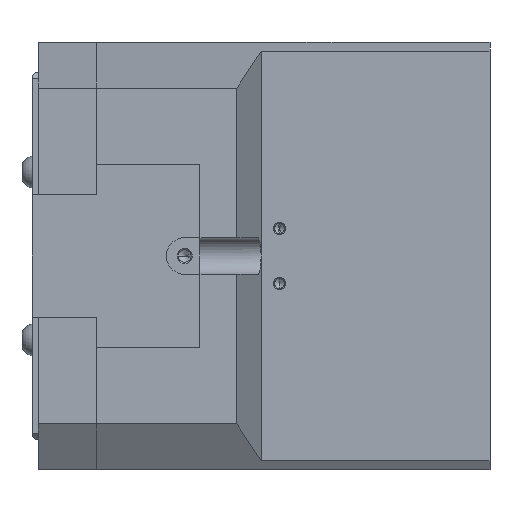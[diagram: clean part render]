
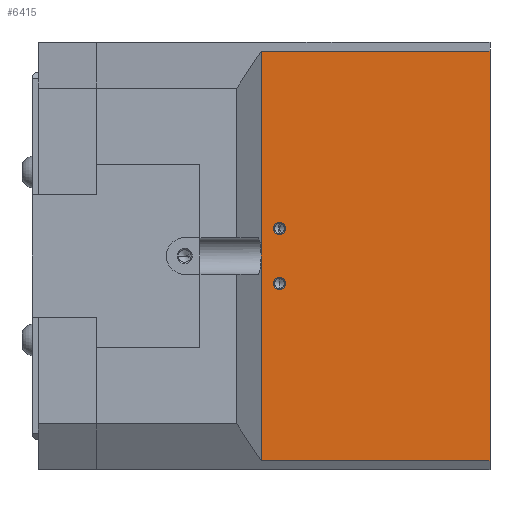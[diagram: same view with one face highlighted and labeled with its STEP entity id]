
A CAD part, left-side view. The second image highlights one B-rep face of the part: STEP entity #6415.
In plain terms, the highlighted planar face has unit normal (-1, 0, 0).
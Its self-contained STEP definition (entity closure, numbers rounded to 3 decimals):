
#2995 = EDGE_CURVE( '', #6955, #3613, #8384, .T. );
#3399 = VERTEX_POINT( '', #8840 );
#3613 = VERTEX_POINT( '', #9081 );
#4621 = VERTEX_POINT( '', #10187 );
#4685 = EDGE_CURVE( '', #5973, #5589, #10256, .T. );
#5369 = EDGE_CURVE( '', #6633, #3399, #11021, .T. );
#5589 = VERTEX_POINT( '', #11270 );
#5647 = EDGE_CURVE( '', #4621, #6153, #11330, .T. );
#5927 = EDGE_CURVE( '', #5589, #5973, #11651, .T. );
#5973 = VERTEX_POINT( '', #11706 );
#6153 = VERTEX_POINT( '', #11914 );
#6415 = ADVANCED_FACE( '', ( #12192, #12193, #12194 ), #12195, .F. );
#6609 = EDGE_CURVE( '', #7023, #3399, #12401, .T. );
#6633 = VERTEX_POINT( '', #12427 );
#6693 = EDGE_CURVE( '', #3613, #6633, #12492, .T. );
#6785 = EDGE_CURVE( '', #6153, #4621, #12593, .T. );
#6955 = VERTEX_POINT( '', #12780 );
#7023 = VERTEX_POINT( '', #12859 );
#7131 = EDGE_CURVE( '', #7023, #6955, #12988, .T. );
#8384 = LINE( '', #14478, #14479 );
#8840 = CARTESIAN_POINT( '', ( -105., 0., -67.058 ) );
#9081 = CARTESIAN_POINT( '', ( -105., 75., 0. ) );
#10187 = CARTESIAN_POINT( '', ( -105., 69., 7. ) );
#10256 = CIRCLE( '', #17084, 2. );
#11021 = LINE( '', #18175, #18176 );
#11270 = CARTESIAN_POINT( '', ( -105., 69., -11. ) );
#11330 = CIRCLE( '', #18614, 2. );
#11651 = CIRCLE( '', #19048, 2. );
#11706 = CARTESIAN_POINT( '', ( -105., 69., -7. ) );
#11914 = CARTESIAN_POINT( '', ( -105., 69., 11. ) );
#12192 = FACE_BOUND( '', #19781, .T. );
#12193 = FACE_BOUND( '', #19782, .T. );
#12194 = FACE_OUTER_BOUND( '', #19783, .T. );
#12195 = PLANE( '', #19784 );
#12401 = LINE( '', #20081, #20082 );
#12427 = CARTESIAN_POINT( '', ( -105., 75., -67.058 ) );
#12492 = LINE( '', #20203, #20204 );
#12593 = CIRCLE( '', #20336, 2. );
#12780 = CARTESIAN_POINT( '', ( -105., 75., 67.058 ) );
#12859 = CARTESIAN_POINT( '', ( -105., 0., 67.058 ) );
#12988 = LINE( '', #20865, #20866 );
#14478 = CARTESIAN_POINT( '', ( -105., 75., 70. ) );
#14479 = VECTOR( '', #22667, 1. );
#17084 = AXIS2_PLACEMENT_3D( '', #24784, #24785, #24786 );
#18175 = CARTESIAN_POINT( '', ( -105., 0., -67.058 ) );
#18176 = VECTOR( '', #25706, 1. );
#18614 = AXIS2_PLACEMENT_3D( '', #26037, #26038, #26039 );
#19048 = AXIS2_PLACEMENT_3D( '', #26466, #26467, #26468 );
#19781 = EDGE_LOOP( '', ( #27079, #27080 ) );
#19782 = EDGE_LOOP( '', ( #27081, #27082 ) );
#19783 = EDGE_LOOP( '', ( #27083, #27084, #27085, #27086, #27087 ) );
#19784 = AXIS2_PLACEMENT_3D( '', #27088, #27089, #27090 );
#20081 = CARTESIAN_POINT( '', ( -105., 0., 70. ) );
#20082 = VECTOR( '', #27256, 1. );
#20203 = CARTESIAN_POINT( '', ( -105., 75., 70. ) );
#20204 = VECTOR( '', #27350, 1. );
#20336 = AXIS2_PLACEMENT_3D( '', #27470, #27471, #27472 );
#20865 = CARTESIAN_POINT( '', ( -105., 0., 67.058 ) );
#20866 = VECTOR( '', #27955, 1. );
#22667 = DIRECTION( '', ( 0., 0., -1. ) );
#24784 = CARTESIAN_POINT( '', ( -105., 69., -9. ) );
#24785 = DIRECTION( '', ( 1., 0., 0. ) );
#24786 = DIRECTION( '', ( 0., 0., -1. ) );
#25706 = DIRECTION( '', ( 0., -1., 0. ) );
#26037 = CARTESIAN_POINT( '', ( -105., 69., 9. ) );
#26038 = DIRECTION( '', ( 1., 0., 0. ) );
#26039 = DIRECTION( '', ( 0., 0., -1. ) );
#26466 = CARTESIAN_POINT( '', ( -105., 69., -9. ) );
#26467 = DIRECTION( '', ( 1., 0., 0. ) );
#26468 = DIRECTION( '', ( 0., 0., -1. ) );
#27079 = ORIENTED_EDGE( '', *, *, #5927, .T. );
#27080 = ORIENTED_EDGE( '', *, *, #4685, .T. );
#27081 = ORIENTED_EDGE( '', *, *, #5647, .T. );
#27082 = ORIENTED_EDGE( '', *, *, #6785, .T. );
#27083 = ORIENTED_EDGE( '', *, *, #6693, .T. );
#27084 = ORIENTED_EDGE( '', *, *, #5369, .T. );
#27085 = ORIENTED_EDGE( '', *, *, #6609, .F. );
#27086 = ORIENTED_EDGE( '', *, *, #7131, .T. );
#27087 = ORIENTED_EDGE( '', *, *, #2995, .T. );
#27088 = CARTESIAN_POINT( '', ( -105., 0., 70. ) );
#27089 = DIRECTION( '', ( 1., 0., 0. ) );
#27090 = DIRECTION( '', ( 0., -1., 0. ) );
#27256 = DIRECTION( '', ( 0., 0., -1. ) );
#27350 = DIRECTION( '', ( 0., 0., -1. ) );
#27470 = CARTESIAN_POINT( '', ( -105., 69., 9. ) );
#27471 = DIRECTION( '', ( 1., 0., 0. ) );
#27472 = DIRECTION( '', ( 0., 0., -1. ) );
#27955 = DIRECTION( '', ( 0., 1., 0. ) );
